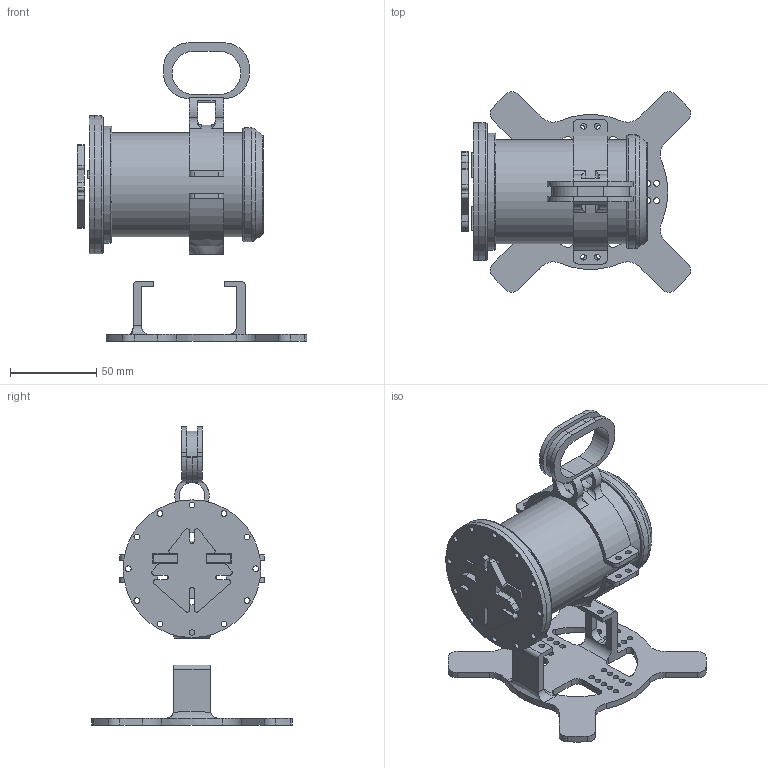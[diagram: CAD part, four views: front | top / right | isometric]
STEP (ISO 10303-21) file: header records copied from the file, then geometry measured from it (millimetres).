
FILE_DESCRIPTION(/* description */ (''),/* implementation_level */ '2;1');
FILE_NAME(/* name */ 'new photosphere_david.step',/* time_stamp */ '2025-10-24T20:36:16+03:00',/* author */ (''),/* organization */ (''),/* preprocessor_version */ 'ST-DEVELOPER v20.1',/* originating_system */ 'Autodesk Translation Framework v14.17.0.0',/* authorisation */ '');
FILE_SCHEMA (('AUTOMOTIVE_DESIGN { 1 0 10303 214 3 1 1 }'));
Length unit declared in the file: millimetre
Products named in the file (1): new photosphere for later
Bounding box: 133.23 x 116.46 x 173.41 mm (x, y, z)
Volume: 187945.2 mm3; surface area: 130314.5 mm2
Topology: 11 solids, 11 shells, 738 faces, 2094 edges, 1362 vertices
Faces by surface type: cylinder 400, plane 270, torus 41, bspline 26, sphere 1
Full cylindrical faces by diameter (mm): 2.3 x4, 2.75 x4, 3.2 x1, 3.3 x134, 5 x2, 6 x4, 9 x1, 10 x3, 15 x1, 18 x1, 44 x1, 46 x1, 50 x2, 54 x3, 55.6 x1, 58 x1, 60.4 x1, 62 x2, 66 x1, 67 x1, 68 x1, 80 x2
Entity records: 26667 total; most frequent: CARTESIAN_POINT 6211, DIRECTION 4336, ORIENTED_EDGE 4172, EDGE_CURVE 2086, AXIS2_PLACEMENT_3D 1629, VERTEX_POINT 1362, LINE 1078, VECTOR 1078
